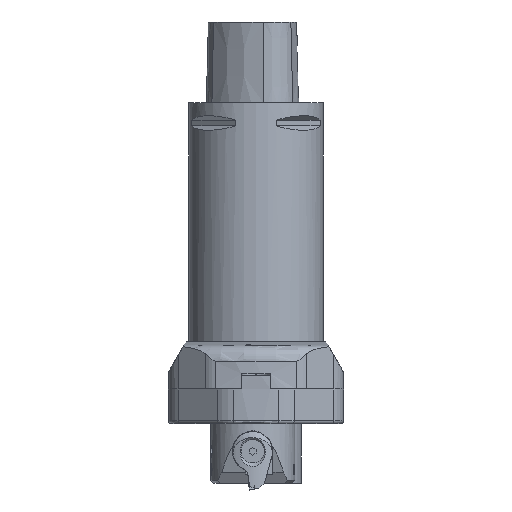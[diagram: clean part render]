
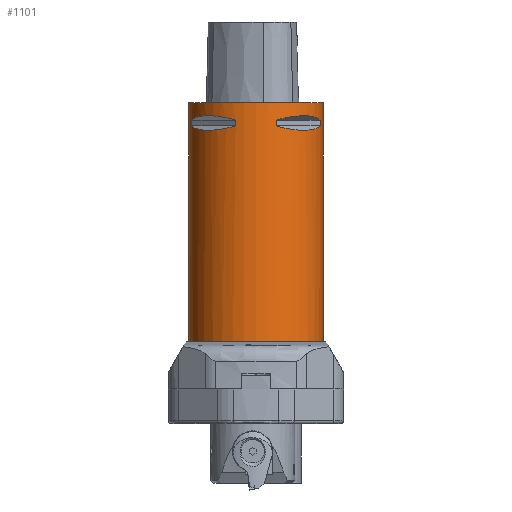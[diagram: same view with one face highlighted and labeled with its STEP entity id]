
A CAD part, left-side view. The second image highlights one B-rep face of the part: STEP entity #1101.
In plain terms, the highlighted cylindrical face has radius 40 mm (diameter 80 mm), a full revolution.
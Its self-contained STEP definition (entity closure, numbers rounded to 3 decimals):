
#1101=ADVANCED_FACE('',(#1939,#1940,#1941,#1942,#1943,#1944),#1565,.T.);
#1565=CYLINDRICAL_SURFACE('',#8811,40.);
#1640=CIRCLE('',#8805,40.);
#1641=CIRCLE('',#8810,40.);
#1939=FACE_BOUND('',#2061,.T.);
#1940=FACE_BOUND('',#2062,.T.);
#1941=FACE_BOUND('',#2063,.T.);
#1942=FACE_BOUND('',#2064,.T.);
#1943=FACE_BOUND('',#2065,.T.);
#1944=FACE_BOUND('',#2066,.T.);
#2061=EDGE_LOOP('',(#2624,#2625,#2626,#2627));
#2062=EDGE_LOOP('',(#2628,#2629,#2630,#2631));
#2063=EDGE_LOOP('',(#2632));
#2064=EDGE_LOOP('',(#2633,#2634,#2635,#2636));
#2065=EDGE_LOOP('',(#2637,#2638,#2639,#2640));
#2066=EDGE_LOOP('',(#2641));
#2590=ELLIPSE('',#8801,46.188,40.);
#2591=ELLIPSE('',#8802,46.188,40.);
#2592=ELLIPSE('',#8803,46.188,40.);
#2593=ELLIPSE('',#8804,46.188,40.);
#2594=ELLIPSE('',#8806,46.188,40.);
#2595=ELLIPSE('',#8807,46.188,40.);
#2596=ELLIPSE('',#8808,46.188,40.);
#2597=ELLIPSE('',#8809,46.188,40.);
#2624=ORIENTED_EDGE('',*,*,#5810,.T.);
#2625=ORIENTED_EDGE('',*,*,#5811,.T.);
#2626=ORIENTED_EDGE('',*,*,#5812,.T.);
#2627=ORIENTED_EDGE('',*,*,#5813,.T.);
#2628=ORIENTED_EDGE('',*,*,#5814,.T.);
#2629=ORIENTED_EDGE('',*,*,#5815,.T.);
#2630=ORIENTED_EDGE('',*,*,#5816,.T.);
#2631=ORIENTED_EDGE('',*,*,#5817,.T.);
#2632=ORIENTED_EDGE('',*,*,#5818,.T.);
#2633=ORIENTED_EDGE('',*,*,#5819,.T.);
#2634=ORIENTED_EDGE('',*,*,#5820,.T.);
#2635=ORIENTED_EDGE('',*,*,#5821,.T.);
#2636=ORIENTED_EDGE('',*,*,#5822,.T.);
#2637=ORIENTED_EDGE('',*,*,#5823,.T.);
#2638=ORIENTED_EDGE('',*,*,#5824,.T.);
#2639=ORIENTED_EDGE('',*,*,#5825,.T.);
#2640=ORIENTED_EDGE('',*,*,#5826,.T.);
#2641=ORIENTED_EDGE('',*,*,#5827,.F.);
#5006=VERTEX_POINT('',#12090);
#5007=VERTEX_POINT('',#12091);
#5008=VERTEX_POINT('',#12093);
#5009=VERTEX_POINT('',#12095);
#5010=VERTEX_POINT('',#12098);
#5011=VERTEX_POINT('',#12099);
#5012=VERTEX_POINT('',#12101);
#5013=VERTEX_POINT('',#12103);
#5014=VERTEX_POINT('',#12106);
#5015=VERTEX_POINT('',#12108);
#5016=VERTEX_POINT('',#12109);
#5017=VERTEX_POINT('',#12111);
#5018=VERTEX_POINT('',#12113);
#5019=VERTEX_POINT('',#12116);
#5020=VERTEX_POINT('',#12117);
#5021=VERTEX_POINT('',#12119);
#5022=VERTEX_POINT('',#12121);
#5023=VERTEX_POINT('',#12124);
#5810=EDGE_CURVE('',#5006,#5007,#7001,.T.);
#5811=EDGE_CURVE('',#5007,#5008,#2590,.T.);
#5812=EDGE_CURVE('',#5008,#5009,#7002,.T.);
#5813=EDGE_CURVE('',#5009,#5006,#2591,.T.);
#5814=EDGE_CURVE('',#5010,#5011,#7003,.T.);
#5815=EDGE_CURVE('',#5011,#5012,#2592,.T.);
#5816=EDGE_CURVE('',#5012,#5013,#7004,.T.);
#5817=EDGE_CURVE('',#5013,#5010,#2593,.T.);
#5818=EDGE_CURVE('',#5014,#5014,#1640,.T.);
#5819=EDGE_CURVE('',#5015,#5016,#7005,.T.);
#5820=EDGE_CURVE('',#5016,#5017,#2594,.T.);
#5821=EDGE_CURVE('',#5017,#5018,#7006,.T.);
#5822=EDGE_CURVE('',#5018,#5015,#2595,.T.);
#5823=EDGE_CURVE('',#5019,#5020,#7007,.T.);
#5824=EDGE_CURVE('',#5020,#5021,#2596,.T.);
#5825=EDGE_CURVE('',#5021,#5022,#7008,.T.);
#5826=EDGE_CURVE('',#5022,#5019,#2597,.T.);
#5827=EDGE_CURVE('',#5023,#5023,#1641,.T.);
#7001=LINE('',#12089,#7804);
#7002=LINE('',#12094,#7805);
#7003=LINE('',#12097,#7806);
#7004=LINE('',#12102,#7807);
#7005=LINE('',#12107,#7808);
#7006=LINE('',#12112,#7809);
#7007=LINE('',#12115,#7810);
#7008=LINE('',#12120,#7811);
#7804=VECTOR('',#9633,1.);
#7805=VECTOR('',#9636,1.);
#7806=VECTOR('',#9639,1.);
#7807=VECTOR('',#9642,1.);
#7808=VECTOR('',#9647,1.);
#7809=VECTOR('',#9650,1.);
#7810=VECTOR('',#9653,1.);
#7811=VECTOR('',#9656,1.);
#8801=AXIS2_PLACEMENT_3D('',#12092,#9634,#9635);
#8802=AXIS2_PLACEMENT_3D('',#12096,#9637,#9638);
#8803=AXIS2_PLACEMENT_3D('',#12100,#9640,#9641);
#8804=AXIS2_PLACEMENT_3D('',#12104,#9643,#9644);
#8805=AXIS2_PLACEMENT_3D('',#12105,#9645,#9646);
#8806=AXIS2_PLACEMENT_3D('',#12110,#9648,#9649);
#8807=AXIS2_PLACEMENT_3D('',#12114,#9651,#9652);
#8808=AXIS2_PLACEMENT_3D('',#12118,#9654,#9655);
#8809=AXIS2_PLACEMENT_3D('',#12122,#9657,#9658);
#8810=AXIS2_PLACEMENT_3D('',#12123,#9659,#9660);
#8811=AXIS2_PLACEMENT_3D('',#12125,#9661,#9662);
#9633=DIRECTION('',(0.,0.,1.));
#9634=DIRECTION('',(-0.354,-0.354,0.866));
#9635=DIRECTION('',(-0.612,-0.612,-0.5));
#9636=DIRECTION('',(0.,0.,-1.));
#9637=DIRECTION('',(-0.354,-0.354,-0.866));
#9638=DIRECTION('',(0.612,0.612,-0.5));
#9639=DIRECTION('',(0.,0.,1.));
#9640=DIRECTION('',(0.354,0.354,0.866));
#9641=DIRECTION('',(0.612,0.612,-0.5));
#9642=DIRECTION('',(0.,0.,-1.));
#9643=DIRECTION('',(0.354,0.354,-0.866));
#9644=DIRECTION('',(-0.612,-0.612,-0.5));
#9645=DIRECTION('',(0.,0.,-1.));
#9646=DIRECTION('',(-1.,0.,0.));
#9647=DIRECTION('',(0.,0.,1.));
#9648=DIRECTION('',(0.354,-0.354,0.866));
#9649=DIRECTION('',(0.612,-0.612,-0.5));
#9650=DIRECTION('',(0.,0.,-1.));
#9651=DIRECTION('',(0.354,-0.354,-0.866));
#9652=DIRECTION('',(-0.612,0.612,-0.5));
#9653=DIRECTION('',(0.,0.,1.));
#9654=DIRECTION('',(-0.354,0.354,0.866));
#9655=DIRECTION('',(-0.612,0.612,-0.5));
#9656=DIRECTION('',(0.,0.,-1.));
#9657=DIRECTION('',(-0.354,0.354,-0.866));
#9658=DIRECTION('',(0.612,-0.612,-0.5));
#9659=DIRECTION('',(0.,0.,-1.));
#9660=DIRECTION('',(-1.,0.,0.));
#9661=DIRECTION('',(0.,0.,-1.));
#9662=DIRECTION('',(-1.,0.,0.));
#12089=CARTESIAN_POINT('',(38.115,12.133,0.));
#12090=CARTESIAN_POINT('',(38.115,12.133,-13.75));
#12091=CARTESIAN_POINT('',(38.115,12.133,-10.25));
#12092=CARTESIAN_POINT('',(0.,0.,-30.764));
#12093=CARTESIAN_POINT('',(12.133,38.115,-10.25));
#12094=CARTESIAN_POINT('',(12.133,38.115,0.));
#12095=CARTESIAN_POINT('',(12.133,38.115,-13.75));
#12096=CARTESIAN_POINT('',(0.,0.,6.764));
#12097=CARTESIAN_POINT('',(-38.115,-12.133,0.));
#12098=CARTESIAN_POINT('',(-38.115,-12.133,-13.75));
#12099=CARTESIAN_POINT('',(-38.115,-12.133,-10.25));
#12100=CARTESIAN_POINT('',(0.,0.,-30.764));
#12101=CARTESIAN_POINT('',(-12.133,-38.115,-10.25));
#12102=CARTESIAN_POINT('',(-12.133,-38.115,0.));
#12103=CARTESIAN_POINT('',(-12.133,-38.115,-13.75));
#12104=CARTESIAN_POINT('',(0.,0.,6.764));
#12105=CARTESIAN_POINT('',(0.,0.,0.));
#12106=CARTESIAN_POINT('',(-40.,0.,0.));
#12107=CARTESIAN_POINT('',(-12.133,38.115,0.));
#12108=CARTESIAN_POINT('',(-12.133,38.115,-13.75));
#12109=CARTESIAN_POINT('',(-12.133,38.115,-10.25));
#12110=CARTESIAN_POINT('',(0.,0.,-30.764));
#12111=CARTESIAN_POINT('',(-38.115,12.133,-10.25));
#12112=CARTESIAN_POINT('',(-38.115,12.133,0.));
#12113=CARTESIAN_POINT('',(-38.115,12.133,-13.75));
#12114=CARTESIAN_POINT('',(0.,0.,6.764));
#12115=CARTESIAN_POINT('',(12.133,-38.115,0.));
#12116=CARTESIAN_POINT('',(12.133,-38.115,-13.75));
#12117=CARTESIAN_POINT('',(12.133,-38.115,-10.25));
#12118=CARTESIAN_POINT('',(0.,0.,-30.764));
#12119=CARTESIAN_POINT('',(38.115,-12.133,-10.25));
#12120=CARTESIAN_POINT('',(38.115,-12.133,0.));
#12121=CARTESIAN_POINT('',(38.115,-12.133,-13.75));
#12122=CARTESIAN_POINT('',(0.,0.,6.764));
#12123=CARTESIAN_POINT('',(0.,0.,-141.9));
#12124=CARTESIAN_POINT('',(-40.,0.,-141.9));
#12125=CARTESIAN_POINT('',(0.,0.,0.));
